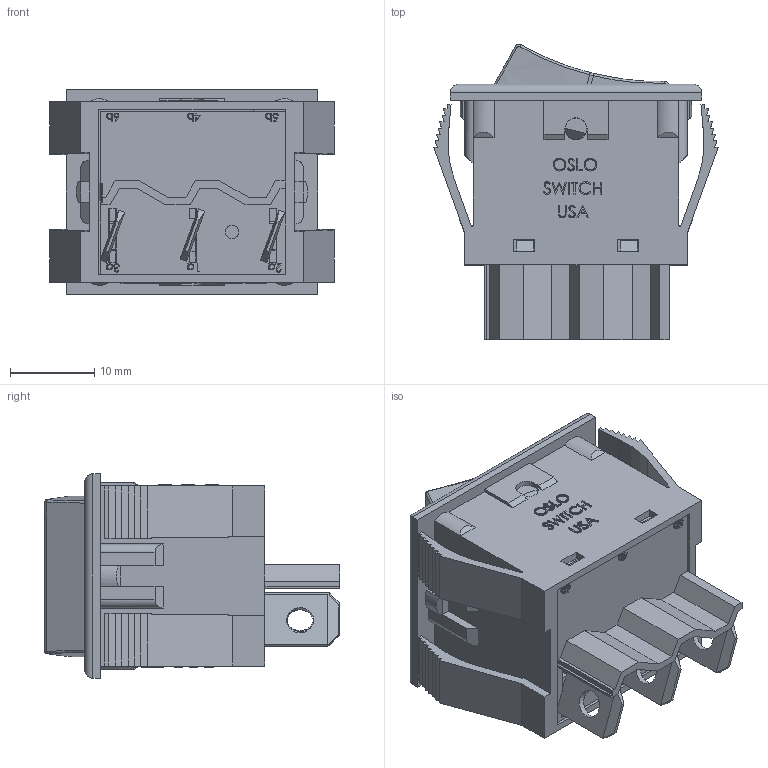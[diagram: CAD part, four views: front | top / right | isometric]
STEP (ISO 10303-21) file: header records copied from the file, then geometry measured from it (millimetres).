
FILE_DESCRIPTION(/* description */ (''),/* implementation_level */ '2;1');
FILE_NAME(/* name */ 'WRTP SP 3D Model.stp',/* time_stamp */ '2024-03-01T09:45:32-05:00',/* author */ ('dwiltbank'),/* organization */ (''),/* preprocessor_version */ 'ST-DEVELOPER v20',/* originating_system */ 'Autodesk Inventor 2024',/* authorisation */ '');
FILE_SCHEMA (('AUTOMOTIVE_DESIGN { 1 0 10303 214 3 1 1 }'));
Products named in the file (1): WRTP SP Assembly
Bounding box: 33.86 x 35.13 x 24.38 mm (x, y, z)
Volume: 7527.5 mm3; surface area: 12949.9 mm2
Topology: 1 solids, 1 shells, 1745 faces, 4773 edges, 3124 vertices
Faces by surface type: plane 1134, bspline 402, cylinder 169, torus 23, sphere 12, cone 5
Full cylindrical faces by diameter (mm): 1.524 x2, 1.575 x1, 2.007 x2, 2.362 x2, 2.54 x1, 2.642 x4, 2.794 x2, 2.87 x4, 3.2 x3, 4.089 x2, 4.14 x2, 4.724 x1, 5.131 x1, 5.309 x2, 8.382 x1
Entity records: 81855 total; most frequent: CARTESIAN_POINT 38227, ORIENTED_EDGE 9526, DIRECTION 7067, EDGE_CURVE 4763, LINE 3389, VECTOR 3389, VERTEX_POINT 3123, EDGE_LOOP 1921
